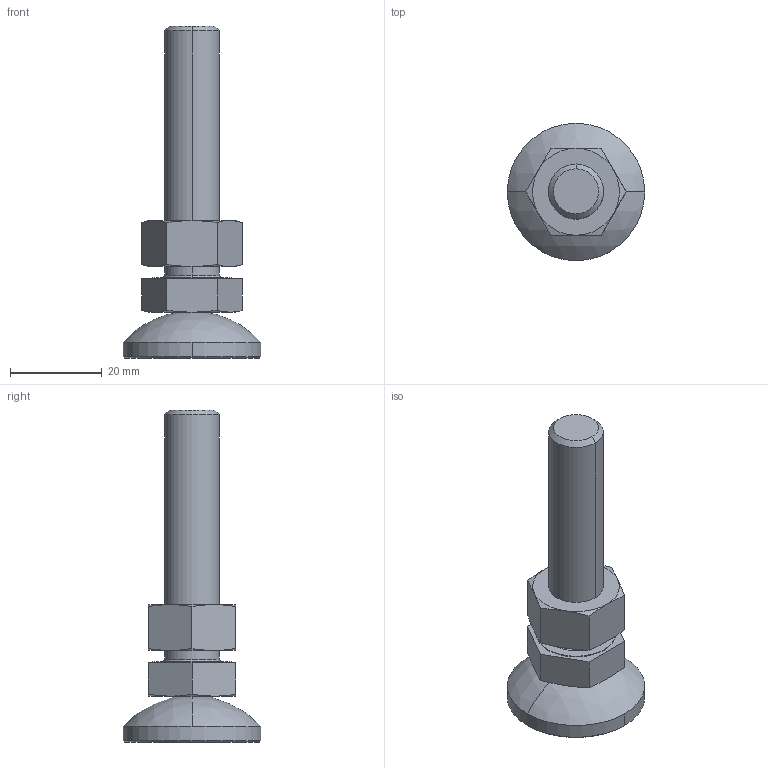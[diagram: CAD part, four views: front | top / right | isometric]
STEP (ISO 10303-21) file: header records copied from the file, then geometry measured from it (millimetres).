
FILE_DESCRIPTION (( 'STEP AP203' ), '1' );
FILE_NAME ('3_842_529_025_Bosch.step', '2024-06-10T08:21:50', ( '' ), ( '' ), 'SwSTEP 2.0', 'SolidWorks 2014', '' );
FILE_SCHEMA (( 'CONFIG_CONTROL_DESIGN' ));
Length unit declared in the file: millimetre
Products named in the file (3): Part-1; 3_842_529_025_Bosch; Part-2
Assembly tree (2 placements, depth 2):
  3_842_529_025_Bosch
    Part-1
    Part-2
Bounding box: 30 x 30 x 72.5 mm (x, y, z)
Volume: 13968.8 mm3; surface area: 6086.9 mm2
Topology: 2 solids, 2 shells, 52 faces, 122 edges, 76 vertices
Faces by surface type: plane 19, cone 15, cylinder 14, sphere 2, torus 2
Entity records: 2185 total; most frequent: CARTESIAN_POINT 692, DIRECTION 262, ORIENTED_EDGE 240, EDGE_CURVE 120, AXIS2_PLACEMENT_3D 107, VERTEX_POINT 77, EDGE_LOOP 59, ADVANCED_FACE 52
